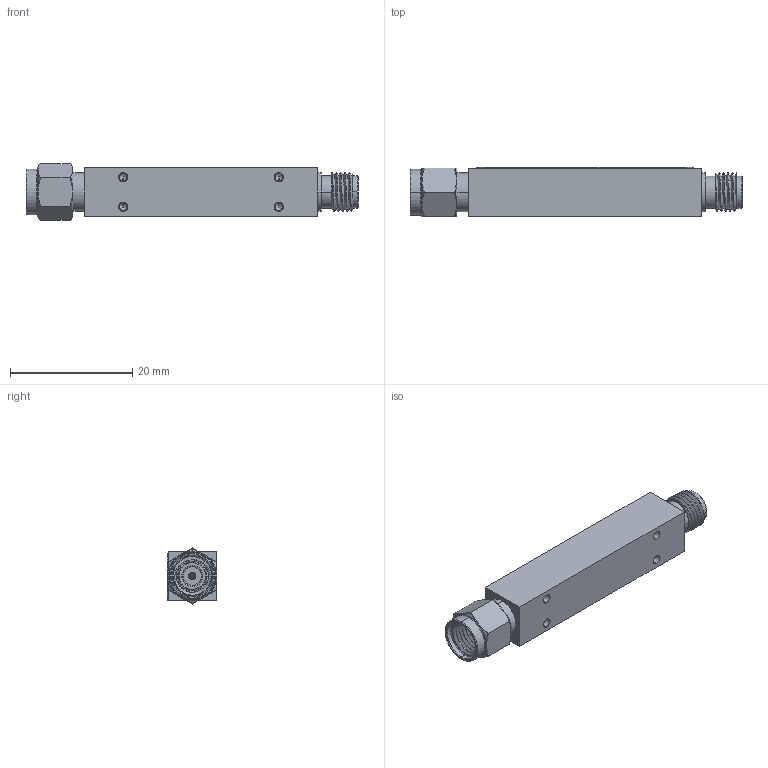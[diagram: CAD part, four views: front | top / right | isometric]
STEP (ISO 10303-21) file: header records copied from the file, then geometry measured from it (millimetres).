
FILE_DESCRIPTION (( 'STEP AP214' ), '1' );
FILE_NAME ('7HP-800-600-3A-SMF.STEP', '2023-07-25T14:36:06', ( '' ), ( '' ), 'SwSTEP 2.0', 'SolidWorks 2022', '' );
FILE_SCHEMA (( 'AUTOMOTIVE_DESIGN' ));
Length unit declared in the file: inch
Products named in the file (1): 7HP-800-600-3A-SMF
Bounding box: 54.23 x 8.03 x 9.15 mm (x, y, z)
Volume: 2981.1 mm3; surface area: 2839.6 mm2
Topology: 5 solids, 6 shells, 923 faces, 3260 edges, 2452 vertices
Faces by surface type: cylinder 338, plane 252, torus 246, bspline 35, cone 28, sphere 24
Entity records: 60486 total; most frequent: CARTESIAN_POINT 21141, ORIENTED_EDGE 6448, DIRECTION 4916, EDGE_CURVE 3224, VERTEX_POINT 2452, AXIS2_PLACEMENT_3D 1832, VECTOR 1252, LINE 1252
